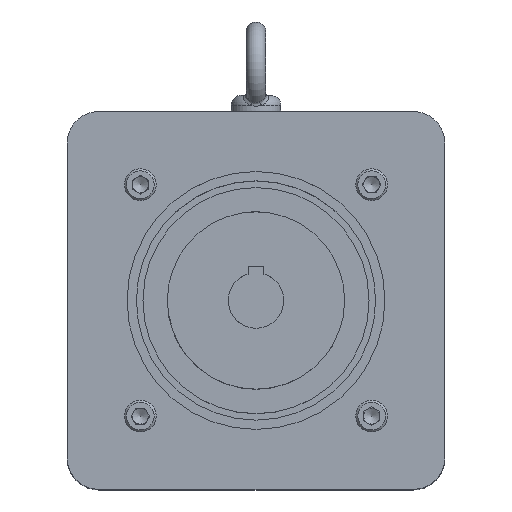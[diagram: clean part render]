
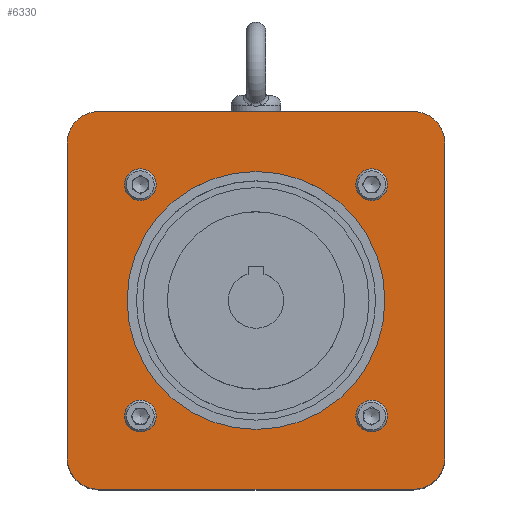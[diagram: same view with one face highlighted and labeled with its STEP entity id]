
A CAD part, top view. The second image highlights one B-rep face of the part: STEP entity #6330.
In plain terms, the highlighted planar face has unit normal (0, 0, 1).
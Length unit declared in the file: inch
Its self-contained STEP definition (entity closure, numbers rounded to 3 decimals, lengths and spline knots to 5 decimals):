
#277 = CARTESIAN_POINT ( 'NONE',  ( 3.125, -3.75, 14.175 ) ) ;
#364 = AXIS2_PLACEMENT_3D ( 'NONE', #5641, #1655, #14689 ) ;
#380 = VERTEX_POINT ( 'NONE', #6439 ) ;
#735 = AXIS2_PLACEMENT_3D ( 'NONE', #6372, #2498, #12186 ) ;
#799 = EDGE_CURVE ( 'NONE', #12575, #12575, #2516, .T. ) ;
#1001 = CIRCLE ( 'NONE', #15576, 0.19735 ) ;
#1021 = CARTESIAN_POINT ( 'NONE',  ( 3.75, -3.125, 14.175 ) ) ;
#1073 = CARTESIAN_POINT ( 'NONE',  ( 2.56005, 0., 14.175 ) ) ;
#1174 = CARTESIAN_POINT ( 'NONE',  ( -3.125, 3.125, 14.175 ) ) ;
#1296 = AXIS2_PLACEMENT_3D ( 'NONE', #1174, #5720, #4295 ) ;
#1586 = AXIS2_PLACEMENT_3D ( 'NONE', #4354, #10172, #9798 ) ;
#1607 = CARTESIAN_POINT ( 'NONE',  ( -2.49407, -2.29672, 14.175 ) ) ;
#1655 = DIRECTION ( 'NONE',  ( 0., 0., -1. ) ) ;
#1699 = EDGE_CURVE ( 'NONE', #7135, #7135, #3691, .T. ) ;
#1782 = VERTEX_POINT ( 'NONE', #1607 ) ;
#1844 = EDGE_CURVE ( 'NONE', #4760, #11538, #11302, .T. ) ;
#2474 = EDGE_LOOP ( 'NONE', ( #14175 ) ) ;
#2498 = DIRECTION ( 'NONE',  ( 0., 0., -1. ) ) ;
#2516 = CIRCLE ( 'NONE', #6133, 2.56005 ) ;
#2587 = DIRECTION ( 'NONE',  ( -1., 0., 0. ) ) ;
#2663 = EDGE_CURVE ( 'NONE', #380, #16179, #16518, .T. ) ;
#2772 = VECTOR ( 'NONE', #16633, 39.37008 ) ;
#2858 = CARTESIAN_POINT ( 'NONE',  ( -3.125, -3.125, 14.175 ) ) ;
#2920 = DIRECTION ( 'NONE',  ( 1., 0., 0. ) ) ;
#3026 = LINE ( 'NONE', #3824, #3826 ) ;
#3410 = LINE ( 'NONE', #13972, #2772 ) ;
#3673 = DIRECTION ( 'NONE',  ( 0., 0., -1. ) ) ;
#3691 = CIRCLE ( 'NONE', #1586, 0.19735 ) ;
#3744 = AXIS2_PLACEMENT_3D ( 'NONE', #15515, #18475, #16852 ) ;
#3757 = DIRECTION ( 'NONE',  ( -1., 0., 0. ) ) ;
#3812 = DIRECTION ( 'NONE',  ( 0., 0., -1. ) ) ;
#3824 = CARTESIAN_POINT ( 'NONE',  ( -3.125, 3.75, 14.175 ) ) ;
#3826 = VECTOR ( 'NONE', #6772, 39.37008 ) ;
#4001 = CIRCLE ( 'NONE', #17685, 0.625 ) ;
#4018 = DIRECTION ( 'NONE',  ( 0., -1., 0. ) ) ;
#4036 = EDGE_CURVE ( 'NONE', #8734, #14235, #3026, .T. ) ;
#4071 = CARTESIAN_POINT ( 'NONE',  ( 0., 0., 14.175 ) ) ;
#4276 = FACE_BOUND ( 'NONE', #2474, .T. ) ;
#4295 = DIRECTION ( 'NONE',  ( -1., 0., 0. ) ) ;
#4354 = CARTESIAN_POINT ( 'NONE',  ( 2.29672, -2.29672, 14.175 ) ) ;
#4368 = DIRECTION ( 'NONE',  ( 0., 0., -1. ) ) ;
#4760 = VERTEX_POINT ( 'NONE', #1021 ) ;
#4967 = EDGE_LOOP ( 'NONE', ( #8466 ) ) ;
#5391 = CARTESIAN_POINT ( 'NONE',  ( 3.125, 3.125, 14.175 ) ) ;
#5641 = CARTESIAN_POINT ( 'NONE',  ( 3.125, -3.125, 14.175 ) ) ;
#5720 = DIRECTION ( 'NONE',  ( 0., 0., -1. ) ) ;
#6133 = AXIS2_PLACEMENT_3D ( 'NONE', #4071, #14623, #2920 ) ;
#6330 = ADVANCED_FACE ( 'NONE', ( #17317, #4276, #8743, #15887, #17229, #14379 ), #15617, .F. ) ;
#6372 = CARTESIAN_POINT ( 'NONE',  ( -3.125, -3.125, 14.175 ) ) ;
#6439 = CARTESIAN_POINT ( 'NONE',  ( -3.125, -3.75, 14.175 ) ) ;
#6472 = CARTESIAN_POINT ( 'NONE',  ( -2.29672, -2.29672, 14.175 ) ) ;
#6772 = DIRECTION ( 'NONE',  ( 1., 0., 0. ) ) ;
#7135 = VERTEX_POINT ( 'NONE', #18758 ) ;
#7633 = EDGE_CURVE ( 'NONE', #8456, #8456, #9406, .T. ) ;
#7909 = LINE ( 'NONE', #18304, #13110 ) ;
#8000 = DIRECTION ( 'NONE',  ( -1., 0., 0. ) ) ;
#8183 = AXIS2_PLACEMENT_3D ( 'NONE', #10808, #9567, #3757 ) ;
#8277 = ORIENTED_EDGE ( 'NONE', *, *, #4036, .F. ) ;
#8456 = VERTEX_POINT ( 'NONE', #17014 ) ;
#8466 = ORIENTED_EDGE ( 'NONE', *, *, #1699, .T. ) ;
#8468 = ORIENTED_EDGE ( 'NONE', *, *, #10932, .F. ) ;
#8708 = ORIENTED_EDGE ( 'NONE', *, *, #12557, .T. ) ;
#8734 = VERTEX_POINT ( 'NONE', #9318 ) ;
#8743 = FACE_BOUND ( 'NONE', #4967, .T. ) ;
#8869 = CIRCLE ( 'NONE', #1296, 0.625 ) ;
#9275 = CARTESIAN_POINT ( 'NONE',  ( -3.75, 3.125, 14.175 ) ) ;
#9318 = CARTESIAN_POINT ( 'NONE',  ( -3.125, 3.75, 14.175 ) ) ;
#9406 = CIRCLE ( 'NONE', #8183, 0.19735 ) ;
#9437 = DIRECTION ( 'NONE',  ( 0., 1., 0. ) ) ;
#9526 = EDGE_CURVE ( 'NONE', #16179, #14098, #7909, .T. ) ;
#9567 = DIRECTION ( 'NONE',  ( 0., 0., -1. ) ) ;
#9713 = EDGE_CURVE ( 'NONE', #14098, #8734, #8869, .T. ) ;
#9798 = DIRECTION ( 'NONE',  ( -1., 0., 0. ) ) ;
#10172 = DIRECTION ( 'NONE',  ( 0., 0., -1. ) ) ;
#10247 = EDGE_LOOP ( 'NONE', ( #13081 ) ) ;
#10422 = EDGE_CURVE ( 'NONE', #1782, #1782, #1001, .T. ) ;
#10808 = CARTESIAN_POINT ( 'NONE',  ( 2.29672, 2.29672, 14.175 ) ) ;
#10912 = ORIENTED_EDGE ( 'NONE', *, *, #9713, .F. ) ;
#10932 = EDGE_CURVE ( 'NONE', #11538, #380, #3410, .T. ) ;
#11302 = CIRCLE ( 'NONE', #364, 0.625 ) ;
#11431 = ORIENTED_EDGE ( 'NONE', *, *, #16945, .F. ) ;
#11538 = VERTEX_POINT ( 'NONE', #277 ) ;
#11774 = VERTEX_POINT ( 'NONE', #17587 ) ;
#12186 = DIRECTION ( 'NONE',  ( -1., 0., 0. ) ) ;
#12557 = EDGE_CURVE ( 'NONE', #11774, #11774, #13168, .T. ) ;
#12575 = VERTEX_POINT ( 'NONE', #1073 ) ;
#12709 = AXIS2_PLACEMENT_3D ( 'NONE', #2858, #4368, #2587 ) ;
#12904 = VECTOR ( 'NONE', #4018, 39.37008 ) ;
#13081 = ORIENTED_EDGE ( 'NONE', *, *, #799, .F. ) ;
#13110 = VECTOR ( 'NONE', #9437, 39.37008 ) ;
#13168 = CIRCLE ( 'NONE', #3744, 0.19735 ) ;
#13267 = ORIENTED_EDGE ( 'NONE', *, *, #1844, .F. ) ;
#13645 = ORIENTED_EDGE ( 'NONE', *, *, #9526, .F. ) ;
#13770 = EDGE_CURVE ( 'NONE', #14869, #4760, #15899, .T. ) ;
#13972 = CARTESIAN_POINT ( 'NONE',  ( 3.125, -3.75, 14.175 ) ) ;
#14098 = VERTEX_POINT ( 'NONE', #9275 ) ;
#14175 = ORIENTED_EDGE ( 'NONE', *, *, #7633, .T. ) ;
#14235 = VERTEX_POINT ( 'NONE', #14595 ) ;
#14379 = FACE_OUTER_BOUND ( 'NONE', #16023, .T. ) ;
#14595 = CARTESIAN_POINT ( 'NONE',  ( 3.125, 3.75, 14.175 ) ) ;
#14623 = DIRECTION ( 'NONE',  ( 0., 0., 1. ) ) ;
#14689 = DIRECTION ( 'NONE',  ( -1., 0., 0. ) ) ;
#14869 = VERTEX_POINT ( 'NONE', #15016 ) ;
#15016 = CARTESIAN_POINT ( 'NONE',  ( 3.75, 3.125, 14.175 ) ) ;
#15036 = ORIENTED_EDGE ( 'NONE', *, *, #13770, .F. ) ;
#15515 = CARTESIAN_POINT ( 'NONE',  ( -2.29672, 2.29672, 14.175 ) ) ;
#15576 = AXIS2_PLACEMENT_3D ( 'NONE', #6472, #3812, #8000 ) ;
#15617 = PLANE ( 'NONE',  #12709 ) ;
#15887 = FACE_BOUND ( 'NONE', #17736, .T. ) ;
#15899 = LINE ( 'NONE', #18487, #12904 ) ;
#16023 = EDGE_LOOP ( 'NONE', ( #17385, #8468, #13267, #15036, #11431, #8277, #10912, #13645 ) ) ;
#16179 = VERTEX_POINT ( 'NONE', #17875 ) ;
#16291 = EDGE_LOOP ( 'NONE', ( #8708 ) ) ;
#16518 = CIRCLE ( 'NONE', #735, 0.625 ) ;
#16633 = DIRECTION ( 'NONE',  ( -1., 0., 0. ) ) ;
#16852 = DIRECTION ( 'NONE',  ( -1., 0., 0. ) ) ;
#16914 = DIRECTION ( 'NONE',  ( -1., 0., 0. ) ) ;
#16945 = EDGE_CURVE ( 'NONE', #14235, #14869, #4001, .T. ) ;
#17014 = CARTESIAN_POINT ( 'NONE',  ( 2.09937, 2.29672, 14.175 ) ) ;
#17229 = FACE_BOUND ( 'NONE', #10247, .T. ) ;
#17317 = FACE_BOUND ( 'NONE', #16291, .T. ) ;
#17385 = ORIENTED_EDGE ( 'NONE', *, *, #2663, .F. ) ;
#17587 = CARTESIAN_POINT ( 'NONE',  ( -2.49407, 2.29672, 14.175 ) ) ;
#17685 = AXIS2_PLACEMENT_3D ( 'NONE', #5391, #3673, #16914 ) ;
#17736 = EDGE_LOOP ( 'NONE', ( #18438 ) ) ;
#17875 = CARTESIAN_POINT ( 'NONE',  ( -3.75, -3.125, 14.175 ) ) ;
#18304 = CARTESIAN_POINT ( 'NONE',  ( -3.75, -3.125, 14.175 ) ) ;
#18438 = ORIENTED_EDGE ( 'NONE', *, *, #10422, .T. ) ;
#18475 = DIRECTION ( 'NONE',  ( 0., 0., -1. ) ) ;
#18487 = CARTESIAN_POINT ( 'NONE',  ( 3.75, 3.125, 14.175 ) ) ;
#18758 = CARTESIAN_POINT ( 'NONE',  ( 2.09937, -2.29672, 14.175 ) ) ;
